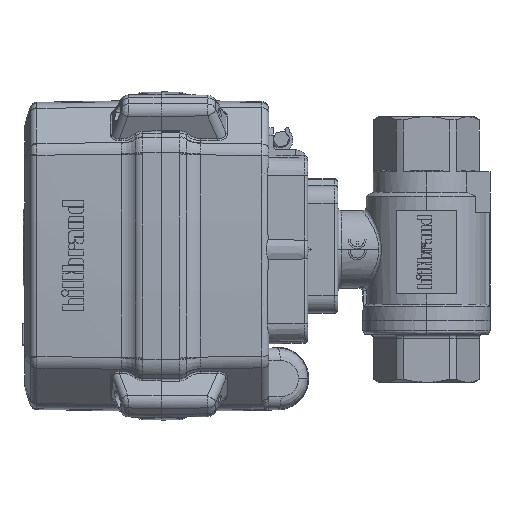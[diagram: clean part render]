
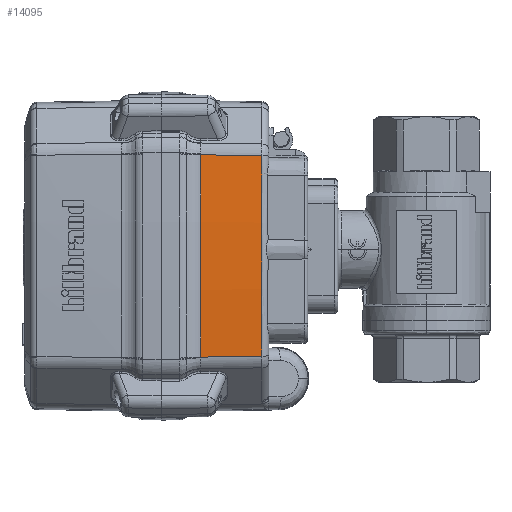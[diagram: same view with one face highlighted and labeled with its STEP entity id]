
A CAD part, left-side view. The second image highlights one B-rep face of the part: STEP entity #14095.
In plain terms, the highlighted conical face has half-angle 1 degrees and reference radius 603.053 mm.
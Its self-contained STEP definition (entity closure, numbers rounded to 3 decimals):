
#12622 = VERTEX_POINT('',#12623);
#12623 = CARTESIAN_POINT('',(26.475,-26.505,
    58.965));
#12661 = EDGE_CURVE('',#12622,#12662,#12664,.T.);
#12662 = VERTEX_POINT('',#12663);
#12663 = CARTESIAN_POINT('',(-30.101,-26.505,
    58.965));
#12664 = CIRCLE('',#12665,602.903);
#12665 = AXIS2_PLACEMENT_3D('',#12666,#12667,#12668);
#12666 = CARTESIAN_POINT('',(-1.813,575.733,
    58.965));
#12667 = DIRECTION('',(0.,0.,-1.));
#12668 = DIRECTION('',(0.047,-0.999,0.));
#14056 = VERTEX_POINT('',#14057);
#14057 = CARTESIAN_POINT('',(26.774,-26.793,
    76.218));
#14064 = EDGE_CURVE('',#12622,#14056,#14065,.T.);
#14065 = B_SPLINE_CURVE_WITH_KNOTS('',3,(#14066,#14067,#14068,#14069),
  .UNSPECIFIED.,.F.,.F.,(4,4),(0.,1.),.PIECEWISE_BEZIER_KNOTS.);
#14066 = CARTESIAN_POINT('',(26.475,-26.505,
    58.965));
#14067 = CARTESIAN_POINT('',(26.575,-26.601,
    64.716));
#14068 = CARTESIAN_POINT('',(26.674,-26.697,
    70.467));
#14069 = CARTESIAN_POINT('',(26.774,-26.793,
    76.218));
#14095 = ADVANCED_FACE('',(#14096),#14116,.T.);
#14096 = FACE_BOUND('',#14097,.T.);
#14097 = EDGE_LOOP('',(#14098,#14099,#14100,#14109));
#14098 = ORIENTED_EDGE('',*,*,#12661,.F.);
#14099 = ORIENTED_EDGE('',*,*,#14064,.T.);
#14100 = ORIENTED_EDGE('',*,*,#14101,.F.);
#14101 = EDGE_CURVE('',#14102,#14056,#14104,.T.);
#14102 = VERTEX_POINT('',#14103);
#14103 = CARTESIAN_POINT('',(-30.399,-26.793,
    76.218));
#14104 = CIRCLE('',#14105,603.204);
#14105 = AXIS2_PLACEMENT_3D('',#14106,#14107,#14108);
#14106 = CARTESIAN_POINT('',(-1.813,575.733,
    76.218));
#14107 = DIRECTION('',(0.,0.,1.));
#14108 = DIRECTION('',(-0.047,-0.999,0.));
#14109 = ORIENTED_EDGE('',*,*,#14110,.T.);
#14110 = EDGE_CURVE('',#14102,#12662,#14111,.T.);
#14111 = B_SPLINE_CURVE_WITH_KNOTS('',3,(#14112,#14113,#14114,#14115),
  .UNSPECIFIED.,.F.,.F.,(4,4),(0.,1.),.PIECEWISE_BEZIER_KNOTS.);
#14112 = CARTESIAN_POINT('',(-30.399,-26.793,
    76.218));
#14113 = CARTESIAN_POINT('',(-30.3,-26.697,
    70.467));
#14114 = CARTESIAN_POINT('',(-30.2,-26.601,
    64.716));
#14115 = CARTESIAN_POINT('',(-30.101,-26.505,
    58.965));
#14116 = CONICAL_SURFACE('',#14117,603.053,0.017);
#14117 = AXIS2_PLACEMENT_3D('',#14118,#14119,#14120);
#14118 = CARTESIAN_POINT('',(-1.813,575.733,
    67.591));
#14119 = DIRECTION('',(0.,0.,1.));
#14120 = DIRECTION('',(-1.,0.,0.));
